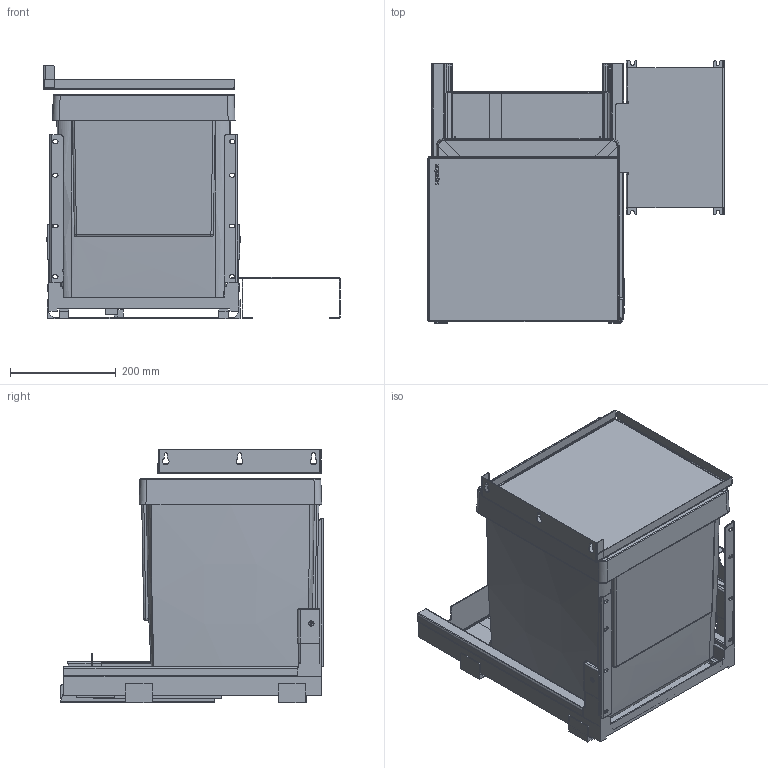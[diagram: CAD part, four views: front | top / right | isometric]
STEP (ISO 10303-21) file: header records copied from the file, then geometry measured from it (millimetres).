
FILE_DESCRIPTION(/* description */ (''),/* implementation_level */ '2;1');
FILE_NAME(/* name */ '3D_200-2788-XX_CH_li.sat.ipt.stp',/* time_stamp */ '2024-03-15T10:34:45+01:00',/* author */ (''),/* organization */ (''),/* preprocessor_version */ 'ST-DEVELOPER v18.1',/* originating_system */ 'Autodesk Inventor 2021',/* authorisation */ '');
FILE_SCHEMA (('CONFIG_CONTROL_DESIGN'));
Length unit declared in the file: millimetre
Products named in the file (1): 3D_200-2788-XX_CH_li.sat
Bounding box: 562 x 497.55 x 479.8 mm (x, y, z)
Volume: 43400485.9 mm3; surface area: 1710092.9 mm2
Topology: 3 solids, 3 shells, 1153 faces, 3181 edges, 2048 vertices
Faces by surface type: plane 653, cylinder 382, bspline 78, cone 24, sphere 12, torus 4
Full cylindrical faces by diameter (mm): 6.5 x8, 10 x2
Entity records: 41427 total; most frequent: CARTESIAN_POINT 10901, ORIENTED_EDGE 6350, DIRECTION 5849, EDGE_CURVE 3175, LINE 2073, VECTOR 2073, VERTEX_POINT 2048, AXIS2_PLACEMENT_3D 1888
